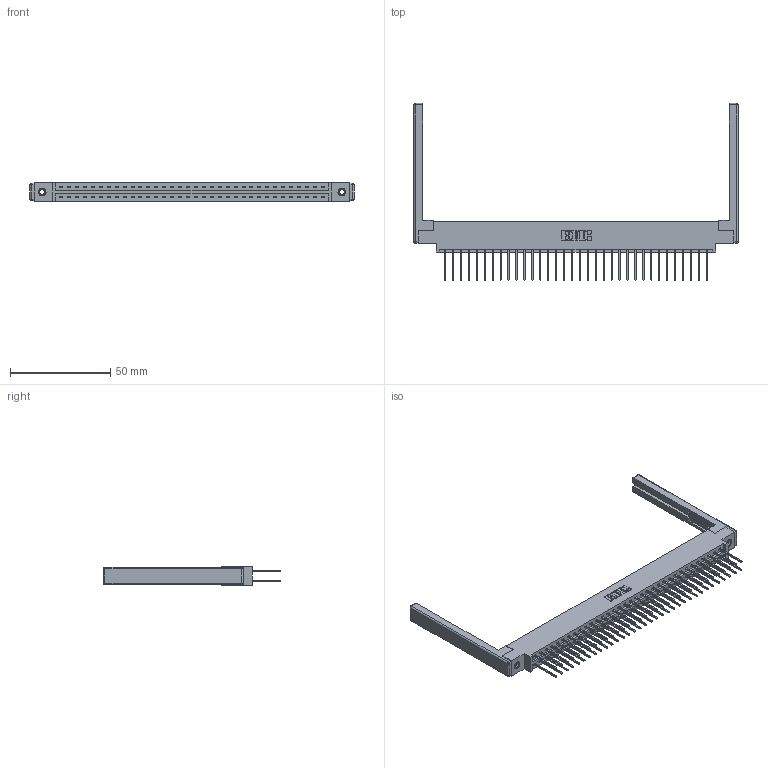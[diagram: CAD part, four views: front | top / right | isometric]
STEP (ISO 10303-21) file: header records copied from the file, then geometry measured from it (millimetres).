
FILE_DESCRIPTION (( 'STEP AP203' ), '1' );
FILE_NAME ('387-068-540-868.STEP', '2019-10-19T20:57:40', ( '' ), ( '' ), 'SwSTEP 2.0', 'SolidWorks 2016', '' );
FILE_SCHEMA (( 'CONFIG_CONTROL_DESIGN' ));
Length unit declared in the file: inch
Products named in the file (5): 345-292-001_345-293-140; 307-220-068; 337 Part_0.170 Offset - 0.156 Dia-TI; 345-250-001_345-250-001-102; 387-068-540-868
Assembly tree (73 placements, depth 2):
  387-068-540-868
    337 Part_0.170 Offset - 0.156 Dia-TI
    345-292-001_345-293-140  x68
    345-250-001_345-250-001-102  x2
    307-220-068  x2
Bounding box: 162.15 x 88.52 x 9.4 mm (x, y, z)
Volume: 21507.6 mm3; surface area: 24696.2 mm2
Topology: 73 solids, 73 shells, 3944 faces, 11661 edges, 7662 vertices
Faces by surface type: plane 2746, cylinder 1174, cone 12, sphere 8, torus 4
Entity records: 30306 total; most frequent: CARTESIAN_POINT 5079, ORIENTED_EDGE 5004, DIRECTION 4404, EDGE_CURVE 2502, VECTOR 2324, LINE 2324, VERTEX_POINT 1658, AXIS2_PLACEMENT_3D 1040
